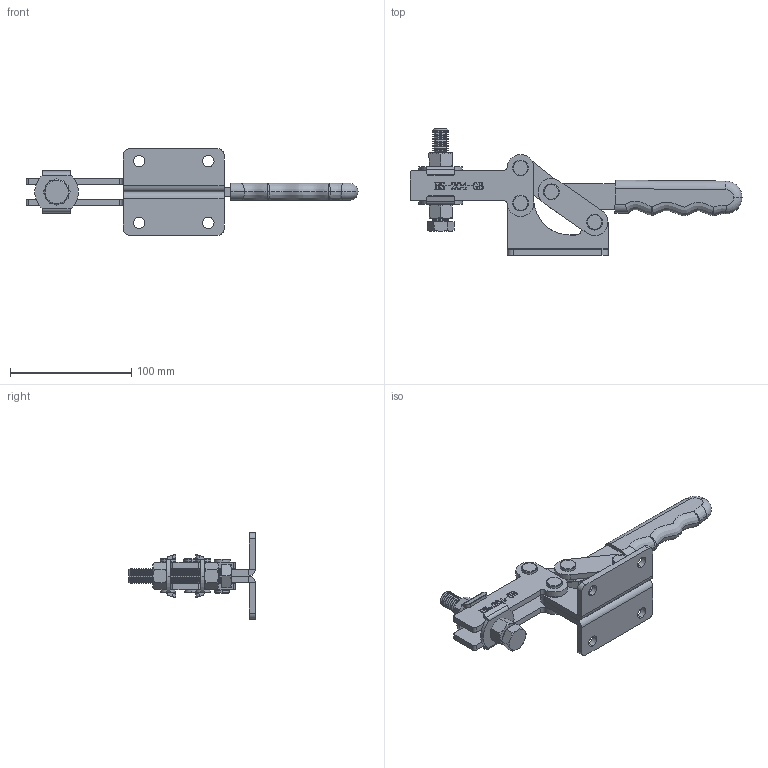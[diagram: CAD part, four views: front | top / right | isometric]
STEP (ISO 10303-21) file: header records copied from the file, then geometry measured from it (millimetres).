
FILE_DESCRIPTION (( 'STEP AP203' ), '1' );
FILE_NAME ('HS-204-GB .STEP', '2019-08-05T10:31:45', ( '微软用户' ), ( '微软中国' ), 'SwSTEP 2.0', 'SolidWorks 2012', '' );
FILE_SCHEMA (( 'CONFIG_CONTROL_DESIGN' ));
Length unit declared in the file: millimetre
Products named in the file (13): HS-204-GB ; hex finished bolt_ai_HFBOLT 0.5-13x3x3-S; hex nut_ai_HNUT 0.5000-13-D-N; FW-580; 揤參; 种; 忒梟; 忒參; 蟀裝; 菜え; 菁釱酘; 菁釱衵
Assembly tree (25 placements, depth 2):
  HS-204-GB 
    菁釱衵
    菁釱酘
    菜え  x8
    蟀裝  x2
    忒參
    忒梟
    种  x4
    揤參
    揤參
    FW-580  x2
    hex nut_ai_HNUT 0.5000-13-D-N  x2
    hex finished bolt_ai_HFBOLT 0.5-13x3x3-S
Bounding box: 273.31 x 104.29 x 71 mm (x, y, z)
Volume: 168923.6 mm3; surface area: 83845.2 mm2
Topology: 25 solids, 25 shells, 990 faces, 2539 edges, 1632 vertices
Faces by surface type: plane 378, cylinder 248, cone 212, bspline 146, torus 6
Entity records: 39079 total; most frequent: CARTESIAN_POINT 16997, ORIENTED_EDGE 4434, DIRECTION 3950, EDGE_CURVE 2217, VERTEX_POINT 1430, AXIS2_PLACEMENT_3D 1356, LINE 1238, VECTOR 1238
